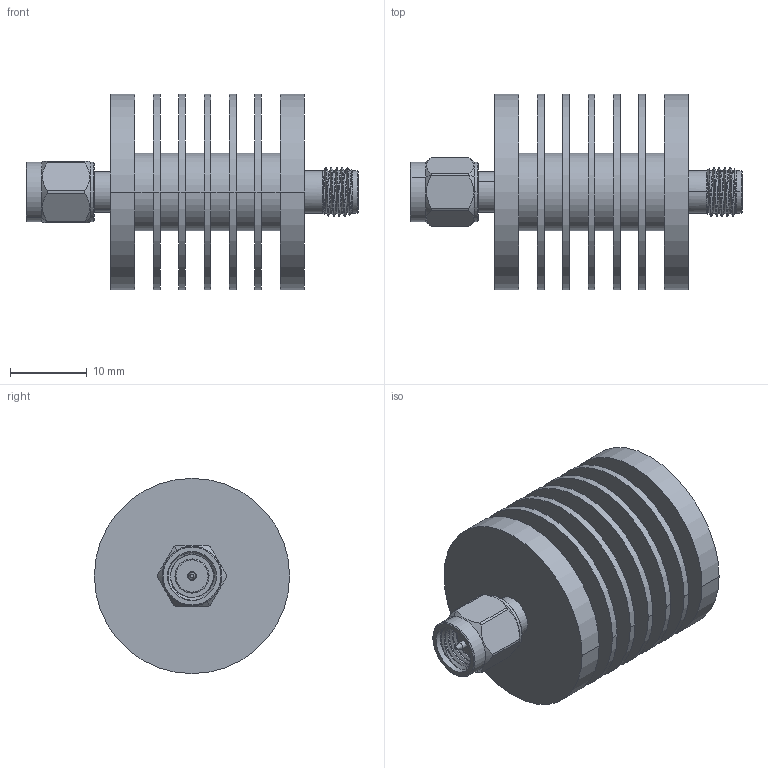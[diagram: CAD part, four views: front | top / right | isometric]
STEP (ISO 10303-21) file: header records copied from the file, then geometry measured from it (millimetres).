
FILE_DESCRIPTION (( 'STEP AP203' ), '1' );
FILE_NAME ('PE7016-1.step', '2019-03-12T00:26:45', ( '' ), ( '' ), 'SwSTEP 2.0', 'SolidWorks 2017', '' );
FILE_SCHEMA (( 'CONFIG_CONTROL_DESIGN' ));
Length unit declared in the file: inch
Products named in the file (1): PE7016-1
Bounding box: 43.18 x 25.4 x 25.4 mm (x, y, z)
Volume: 7087.7 mm3; surface area: 8146.6 mm2
Topology: 1 solids, 1 shells, 140 faces, 323 edges, 207 vertices
Faces by surface type: cylinder 79, plane 30, cone 21, bspline 8, torus 2
Entity records: 7146 total; most frequent: CARTESIAN_POINT 4005, ORIENTED_EDGE 646, DIRECTION 634, EDGE_CURVE 323, AXIS2_PLACEMENT_3D 266, VERTEX_POINT 207, EDGE_LOOP 162, FACE_OUTER_BOUND 140
